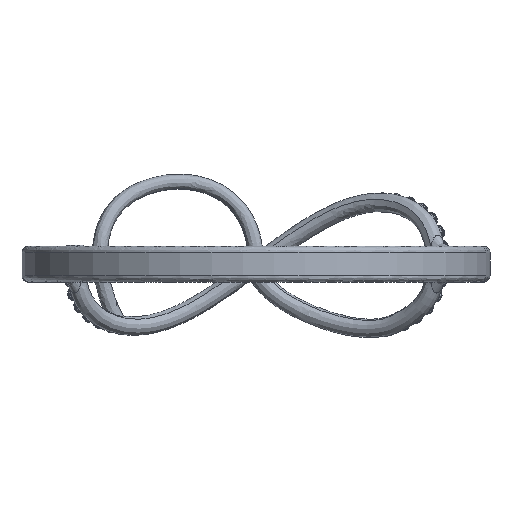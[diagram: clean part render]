
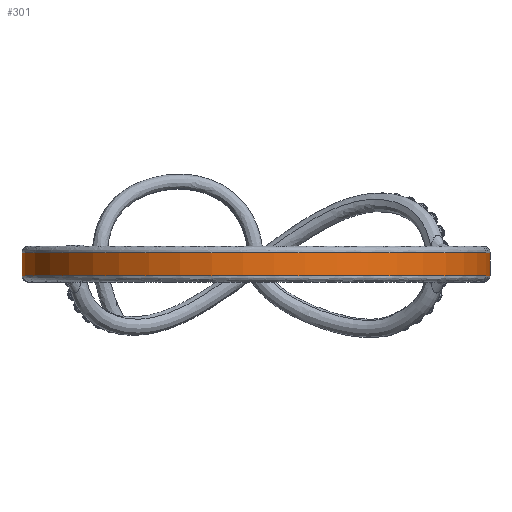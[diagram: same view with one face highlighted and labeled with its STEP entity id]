
A CAD part, front view. The second image highlights one B-rep face of the part: STEP entity #301.
In plain terms, the highlighted free-form (B-spline) face has degree [2, 1] with [5, 2] control points.
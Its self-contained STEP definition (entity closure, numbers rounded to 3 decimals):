
#121 = VERTEX_POINT('',#122);
#122 = CARTESIAN_POINT('',(-170.444,126.59,
    -8.281));
#219 = VERTEX_POINT('',#220);
#220 = CARTESIAN_POINT('',(170.444,126.59,
    -8.281));
#228 = EDGE_CURVE('',#121,#219,#229,.T.);
#229 = ( BOUNDED_CURVE() B_SPLINE_CURVE(2,(#230,#231,#232,#233,#234),
.UNSPECIFIED.,.F.,.F.) B_SPLINE_CURVE_WITH_KNOTS((3,2,3),(3.142,
4.712,6.283),.PIECEWISE_BEZIER_KNOTS.) CURVE() 
GEOMETRIC_REPRESENTATION_ITEM() RATIONAL_B_SPLINE_CURVE((1.,
0.707,1.,0.707,1.)) REPRESENTATION_ITEM('') );
#230 = CARTESIAN_POINT('',(-170.444,126.59,
    -8.281));
#231 = CARTESIAN_POINT('',(-170.444,-43.854,
    -8.281));
#232 = CARTESIAN_POINT('',(0.,-43.854,
    -8.281));
#233 = CARTESIAN_POINT('',(170.444,-43.854,
    -8.281));
#234 = CARTESIAN_POINT('',(170.444,126.59,
    -8.281));
#266 = EDGE_CURVE('',#121,#267,#269,.T.);
#267 = VERTEX_POINT('',#268);
#268 = CARTESIAN_POINT('',(-170.444,126.59,8.281
    ));
#269 = B_SPLINE_CURVE_WITH_KNOTS('',1,(#270,#271),.UNSPECIFIED.,.F.,.F.,
  (2,2),(-6.,6.),.PIECEWISE_BEZIER_KNOTS.);
#270 = CARTESIAN_POINT('',(-170.444,126.59,
    -8.281));
#271 = CARTESIAN_POINT('',(-170.444,126.59,8.281
    ));
#301 = ADVANCED_FACE('',(#302),#321,.T.);
#302 = FACE_BOUND('',#303,.T.);
#303 = EDGE_LOOP('',(#304,#305,#306,#313));
#304 = ORIENTED_EDGE('',*,*,#266,.F.);
#305 = ORIENTED_EDGE('',*,*,#228,.T.);
#306 = ORIENTED_EDGE('',*,*,#307,.T.);
#307 = EDGE_CURVE('',#219,#308,#310,.T.);
#308 = VERTEX_POINT('',#309);
#309 = CARTESIAN_POINT('',(170.444,126.59,8.281
    ));
#310 = B_SPLINE_CURVE_WITH_KNOTS('',1,(#311,#312),.UNSPECIFIED.,.F.,.F.,
  (2,2),(-6.,6.),.PIECEWISE_BEZIER_KNOTS.);
#311 = CARTESIAN_POINT('',(170.444,126.59,
    -8.281));
#312 = CARTESIAN_POINT('',(170.444,126.59,8.281
    ));
#313 = ORIENTED_EDGE('',*,*,#314,.F.);
#314 = EDGE_CURVE('',#267,#308,#315,.T.);
#315 = ( BOUNDED_CURVE() B_SPLINE_CURVE(2,(#316,#317,#318,#319,#320),
.UNSPECIFIED.,.F.,.F.) B_SPLINE_CURVE_WITH_KNOTS((3,2,3),(3.142,
4.712,6.283),.PIECEWISE_BEZIER_KNOTS.) CURVE() 
GEOMETRIC_REPRESENTATION_ITEM() RATIONAL_B_SPLINE_CURVE((1.,
0.707,1.,0.707,1.)) REPRESENTATION_ITEM('') );
#316 = CARTESIAN_POINT('',(-170.444,126.59,8.281
    ));
#317 = CARTESIAN_POINT('',(-170.444,-43.854,
    8.281));
#318 = CARTESIAN_POINT('',(0.,-43.854,
    8.281));
#319 = CARTESIAN_POINT('',(170.444,-43.854,
    8.281));
#320 = CARTESIAN_POINT('',(170.444,126.59,8.281
    ));
#321 = ( BOUNDED_SURFACE() B_SPLINE_SURFACE(2,1,(
    (#322,#323)
    ,(#324,#325)
    ,(#326,#327)
    ,(#328,#329)
,(#330,#331
    )),.UNSPECIFIED.,.F.,.F.,.F.) B_SPLINE_SURFACE_WITH_KNOTS((3,2,3),(2
    ,2),(3.142,4.712,6.283),(-6.,6.),
.PIECEWISE_BEZIER_KNOTS.) GEOMETRIC_REPRESENTATION_ITEM() 
RATIONAL_B_SPLINE_SURFACE((
    (1.,1.)
    ,(0.707,0.707)
    ,(1.,1.)
    ,(0.707,0.707)
,(1.,1.))) REPRESENTATION_ITEM('') SURFACE() );
#322 = CARTESIAN_POINT('',(-170.444,126.59,
    -8.281));
#323 = CARTESIAN_POINT('',(-170.444,126.59,8.281
    ));
#324 = CARTESIAN_POINT('',(-170.444,-43.854,
    -8.281));
#325 = CARTESIAN_POINT('',(-170.444,-43.854,
    8.281));
#326 = CARTESIAN_POINT('',(0.,-43.854,
    -8.281));
#327 = CARTESIAN_POINT('',(0.,-43.854,
    8.281));
#328 = CARTESIAN_POINT('',(170.444,-43.854,
    -8.281));
#329 = CARTESIAN_POINT('',(170.444,-43.854,
    8.281));
#330 = CARTESIAN_POINT('',(170.444,126.59,
    -8.281));
#331 = CARTESIAN_POINT('',(170.444,126.59,8.281
    ));
